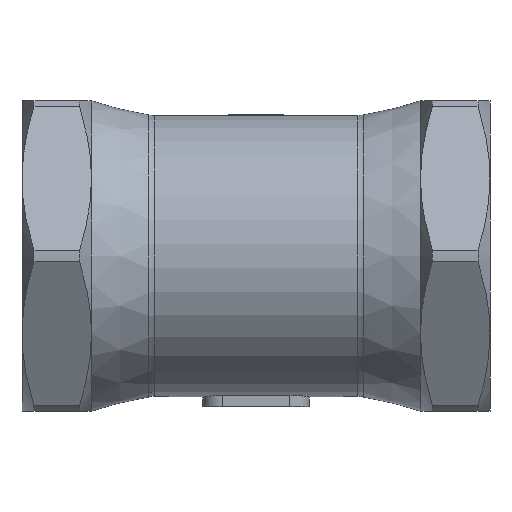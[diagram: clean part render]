
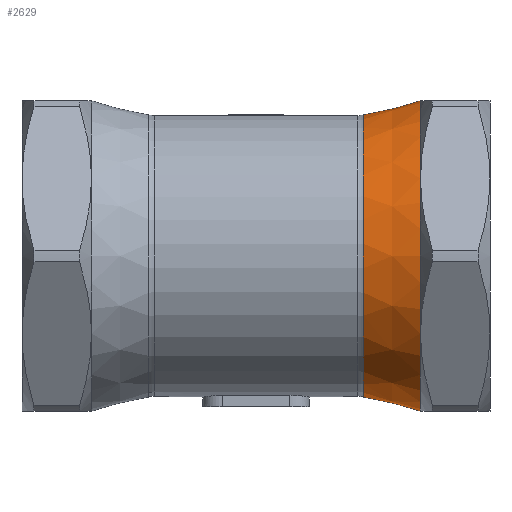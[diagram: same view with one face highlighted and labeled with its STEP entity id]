
A CAD part, front view. The second image highlights one B-rep face of the part: STEP entity #2629.
In plain terms, the highlighted conical face has half-angle 13.504 degrees and reference radius 33.5 mm.
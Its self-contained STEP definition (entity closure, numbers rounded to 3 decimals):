
#465=CIRCLE('',#2879,33.5);
#466=CIRCLE('',#2881,33.5);
#467=CIRCLE('',#2883,33.5);
#468=CIRCLE('',#2885,33.5);
#469=CIRCLE('',#2887,33.5);
#470=CIRCLE('',#2889,33.5);
#475=CIRCLE('',#2903,33.5);
#484=CIRCLE('',#2925,30.538);
#1031=ORIENTED_EDGE('',*,*,#1424,.F.);
#1032=ORIENTED_EDGE('',*,*,#1603,.F.);
#1033=ORIENTED_EDGE('',*,*,#1431,.F.);
#1034=ORIENTED_EDGE('',*,*,#1604,.F.);
#1035=ORIENTED_EDGE('',*,*,#1576,.F.);
#1036=ORIENTED_EDGE('',*,*,#1573,.T.);
#1037=ORIENTED_EDGE('',*,*,#1560,.T.);
#1038=ORIENTED_EDGE('',*,*,#1563,.T.);
#1039=ORIENTED_EDGE('',*,*,#1557,.T.);
#1040=ORIENTED_EDGE('',*,*,#1566,.T.);
#1041=ORIENTED_EDGE('',*,*,#1554,.T.);
#1042=ORIENTED_EDGE('',*,*,#1550,.T.);
#1043=ORIENTED_EDGE('',*,*,#1581,.T.);
#1044=ORIENTED_EDGE('',*,*,#1605,.F.);
#1424=EDGE_CURVE('',#1779,#1780,#1986,.T.);
#1431=EDGE_CURVE('',#1786,#1787,#1990,.T.);
#1550=EDGE_CURVE('',#1868,#1867,#465,.T.);
#1554=EDGE_CURVE('',#1869,#1868,#466,.T.);
#1557=EDGE_CURVE('',#1870,#1871,#467,.T.);
#1560=EDGE_CURVE('',#1872,#1873,#468,.T.);
#1563=EDGE_CURVE('',#1873,#1870,#469,.T.);
#1566=EDGE_CURVE('',#1871,#1869,#470,.T.);
#1573=EDGE_CURVE('',#1875,#1872,#475,.T.);
#1576=EDGE_CURVE('',#1875,#1876,#2046,.T.);
#1581=EDGE_CURVE('',#1867,#1879,#2048,.T.);
#1603=EDGE_CURVE('',#1787,#1779,#484,.T.);
#1604=EDGE_CURVE('',#1876,#1786,#2053,.T.);
#1605=EDGE_CURVE('',#1780,#1879,#2054,.T.);
#1779=VERTEX_POINT('',#5593);
#1780=VERTEX_POINT('',#5598);
#1786=VERTEX_POINT('',#5620);
#1787=VERTEX_POINT('',#5625);
#1867=VERTEX_POINT('',#6003);
#1868=VERTEX_POINT('',#6005);
#1869=VERTEX_POINT('',#6015);
#1870=VERTEX_POINT('',#6026);
#1871=VERTEX_POINT('',#6031);
#1872=VERTEX_POINT('',#6038);
#1873=VERTEX_POINT('',#6043);
#1875=VERTEX_POINT('',#6088);
#1876=VERTEX_POINT('',#6093);
#1879=VERTEX_POINT('',#6109);
#1986=B_SPLINE_CURVE_WITH_KNOTS('',3,(#5594,#5595,#5596,#5597),
 .UNSPECIFIED.,.F.,.F.,(4,4),(0.08,0.082),
 .UNSPECIFIED.);
#1990=B_SPLINE_CURVE_WITH_KNOTS('',3,(#5621,#5622,#5623,#5624),
 .UNSPECIFIED.,.F.,.F.,(4,4),(0.041,0.043),
 .UNSPECIFIED.);
#2046=B_SPLINE_CURVE_WITH_KNOTS('',3,(#6094,#6095,#6096,#6097),
 .UNSPECIFIED.,.F.,.F.,(4,4),(0.046,0.053),
 .UNSPECIFIED.);
#2048=B_SPLINE_CURVE_WITH_KNOTS('',3,(#6110,#6111,#6112,#6113),
 .UNSPECIFIED.,.F.,.F.,(4,4),(0.046,0.053),
 .UNSPECIFIED.);
#2053=B_SPLINE_CURVE_WITH_KNOTS('',3,(#6219,#6220,#6221,#6222,#6223,#6224),
 .UNSPECIFIED.,.F.,.F.,(4,1,1,4),(0.,0.007,
0.01,0.013),.UNSPECIFIED.);
#2054=B_SPLINE_CURVE_WITH_KNOTS('',3,(#6225,#6226,#6227,#6228,#6229,#6230),
 .UNSPECIFIED.,.F.,.F.,(4,1,1,4),(0.,0.007,0.01,
0.013),.UNSPECIFIED.);
#2211=EDGE_LOOP('',(#1031,#1032,#1033,#1034,#1035,#1036,#1037,#1038,#1039,
#1040,#1041,#1042,#1043,#1044));
#2402=FACE_BOUND('',#2211,.T.);
#2496=CONICAL_SURFACE('',#2924,33.5,0.236);
#2629=ADVANCED_FACE('',(#2402),#2496,.T.);
#2879=AXIS2_PLACEMENT_3D('',#6004,#3419,#3420);
#2881=AXIS2_PLACEMENT_3D('',#6020,#3423,#3424);
#2883=AXIS2_PLACEMENT_3D('',#6032,#3427,#3428);
#2885=AXIS2_PLACEMENT_3D('',#6044,#3431,#3432);
#2887=AXIS2_PLACEMENT_3D('',#6054,#3435,#3436);
#2889=AXIS2_PLACEMENT_3D('',#6064,#3439,#3440);
#2903=AXIS2_PLACEMENT_3D('',#6087,#3467,#3468);
#2924=AXIS2_PLACEMENT_3D('',#6217,#3523,#3524);
#2925=AXIS2_PLACEMENT_3D('',#6218,#3525,#3526);
#3419=DIRECTION('',(-1.,0.,0.));
#3420=DIRECTION('',(0.,0.,1.));
#3423=DIRECTION('',(-1.,0.,0.));
#3424=DIRECTION('',(0.,0.,1.));
#3427=DIRECTION('',(-1.,0.,0.));
#3428=DIRECTION('',(0.,0.,1.));
#3431=DIRECTION('',(-1.,0.,0.));
#3432=DIRECTION('',(0.,0.,1.));
#3435=DIRECTION('',(-1.,0.,0.));
#3436=DIRECTION('',(0.,0.,1.));
#3439=DIRECTION('',(-1.,0.,0.));
#3440=DIRECTION('',(0.,0.,1.));
#3467=DIRECTION('',(-1.,0.,0.));
#3468=DIRECTION('',(0.,0.,1.));
#3523=DIRECTION('',(1.,0.,0.));
#3524=DIRECTION('',(0.,0.,-1.));
#3525=DIRECTION('',(-1.,0.,0.));
#3526=DIRECTION('',(0.,0.,1.));
#5593=CARTESIAN_POINT('',(23.168,27.6,13.07));
#5594=CARTESIAN_POINT('',(23.168,27.6,13.07));
#5595=CARTESIAN_POINT('',(23.721,27.6,13.38));
#5596=CARTESIAN_POINT('',(24.277,27.6,13.683));
#5597=CARTESIAN_POINT('',(24.835,27.6,13.98));
#5598=CARTESIAN_POINT('',(24.835,27.6,13.98));
#5620=CARTESIAN_POINT('',(24.835,27.6,-13.98));
#5621=CARTESIAN_POINT('',(24.835,27.6,-13.98));
#5622=CARTESIAN_POINT('',(24.276,27.6,-13.683));
#5623=CARTESIAN_POINT('',(23.72,27.6,-13.38));
#5624=CARTESIAN_POINT('',(23.168,27.6,-13.07));
#5625=CARTESIAN_POINT('',(23.168,27.6,-13.07));
#6003=CARTESIAN_POINT('',(35.5,33.44,2.));
#6004=CARTESIAN_POINT('',(35.5,0.,0.));
#6005=CARTESIAN_POINT('',(35.5,29.012,16.75));
#6015=CARTESIAN_POINT('',(35.5,0.,33.5));
#6020=CARTESIAN_POINT('',(35.5,0.,0.));
#6026=CARTESIAN_POINT('',(35.5,-29.012,-16.75));
#6031=CARTESIAN_POINT('',(35.5,-29.012,16.75));
#6032=CARTESIAN_POINT('',(35.5,0.,0.));
#6038=CARTESIAN_POINT('',(35.5,29.012,-16.75));
#6043=CARTESIAN_POINT('',(35.5,0.,-33.5));
#6044=CARTESIAN_POINT('',(35.5,0.,0.));
#6054=CARTESIAN_POINT('',(35.5,0.,0.));
#6064=CARTESIAN_POINT('',(35.5,0.,0.));
#6087=CARTESIAN_POINT('',(35.5,0.,0.));
#6088=CARTESIAN_POINT('',(35.5,33.44,-2.));
#6093=CARTESIAN_POINT('',(28.43,31.739,-2.));
#6094=CARTESIAN_POINT('',(35.5,33.44,-2.));
#6095=CARTESIAN_POINT('',(33.143,32.873,-2.));
#6096=CARTESIAN_POINT('',(30.786,32.306,-2.));
#6097=CARTESIAN_POINT('',(28.43,31.739,-2.));
#6109=CARTESIAN_POINT('',(28.43,31.739,2.));
#6110=CARTESIAN_POINT('',(35.5,33.44,2.));
#6111=CARTESIAN_POINT('',(33.143,32.873,2.));
#6112=CARTESIAN_POINT('',(30.786,32.306,2.));
#6113=CARTESIAN_POINT('',(28.43,31.739,2.));
#6217=CARTESIAN_POINT('',(35.5,0.,0.));
#6218=CARTESIAN_POINT('',(23.168,0.,0.));
#6219=CARTESIAN_POINT('',(28.43,31.739,-2.));
#6220=CARTESIAN_POINT('',(28.272,31.56,-4.24));
#6221=CARTESIAN_POINT('',(27.654,30.859,-7.436));
#6222=CARTESIAN_POINT('',(26.197,29.185,-11.361));
#6223=CARTESIAN_POINT('',(25.313,28.159,-13.131));
#6224=CARTESIAN_POINT('',(24.835,27.6,-13.98));
#6225=CARTESIAN_POINT('',(24.835,27.6,13.98));
#6226=CARTESIAN_POINT('',(25.79,28.716,12.284));
#6227=CARTESIAN_POINT('',(27.013,30.124,9.514));
#6228=CARTESIAN_POINT('',(28.067,31.327,5.301));
#6229=CARTESIAN_POINT('',(28.351,31.65,3.119));
#6230=CARTESIAN_POINT('',(28.43,31.739,2.));
